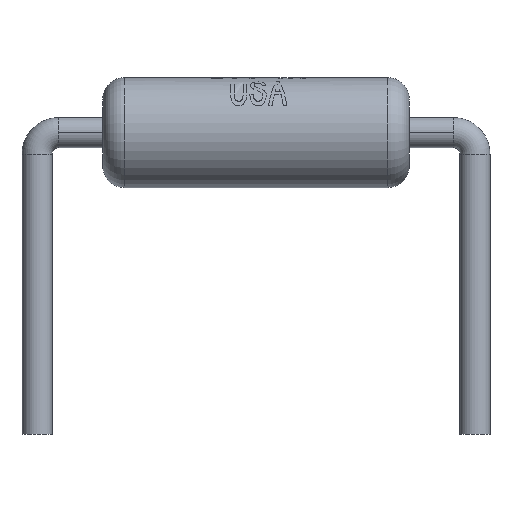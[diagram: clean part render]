
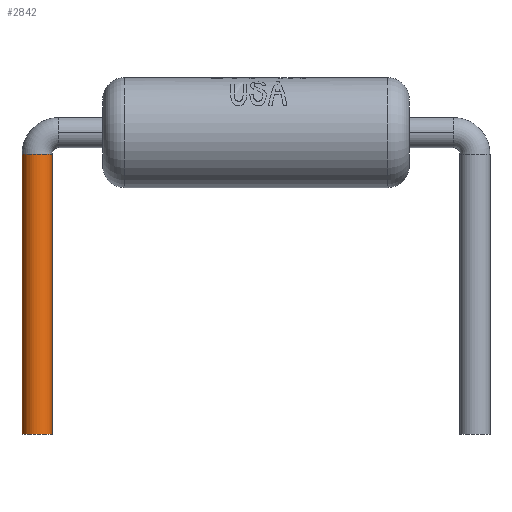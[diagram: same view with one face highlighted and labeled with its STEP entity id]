
A CAD part, top view. The second image highlights one B-rep face of the part: STEP entity #2842.
In plain terms, the highlighted cylindrical face has radius 0.35 mm (diameter 0.7 mm), a partial arc.
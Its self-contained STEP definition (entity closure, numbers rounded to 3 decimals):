
#134 = FACE_OUTER_BOUND ( 'NONE', #2087, .T. ) ;
#137 = CYLINDRICAL_SURFACE ( 'NONE', #580, 0.35 ) ;
#333 = CARTESIAN_POINT ( 'NONE',  ( 0., 5.5, 0. ) ) ;
#341 = DIRECTION ( 'NONE',  ( 0., -1., 0. ) ) ;
#376 = DIRECTION ( 'NONE',  ( 1., 0., 0. ) ) ;
#580 = AXIS2_PLACEMENT_3D ( 'NONE', #333, #341, #376 ) ;
#828 = CIRCLE ( 'NONE', #2210, 0.35 ) ;
#830 = LINE ( 'NONE', #1513, #844 ) ;
#844 = VECTOR ( 'NONE', #1514, 1000. ) ;
#849 = LINE ( 'NONE', #2708, #877 ) ;
#861 = CIRCLE ( 'NONE', #2198, 0.35 ) ;
#877 = VECTOR ( 'NONE', #2710, 1000. ) ;
#1010 = ORIENTED_EDGE ( 'NONE', *, *, #2581, .T. ) ;
#1049 = ORIENTED_EDGE ( 'NONE', *, *, #2603, .F. ) ;
#1071 = ORIENTED_EDGE ( 'NONE', *, *, #2585, .T. ) ;
#1135 = ORIENTED_EDGE ( 'NONE', *, *, #2601, .F. ) ;
#1513 = CARTESIAN_POINT ( 'NONE',  ( -0.35, 5.5, 0. ) ) ;
#1514 = DIRECTION ( 'NONE',  ( 0., -1., 0. ) ) ;
#1552 = DIRECTION ( 'NONE',  ( 0., 1., 0. ) ) ;
#1555 = DIRECTION ( 'NONE',  ( 0., 0., 1. ) ) ;
#1556 = CARTESIAN_POINT ( 'NONE',  ( 0., -1., 0. ) ) ;
#1972 = CARTESIAN_POINT ( 'NONE',  ( 0.35, -1., 0. ) ) ;
#1986 = CARTESIAN_POINT ( 'NONE',  ( -0.35, 5.5, 0. ) ) ;
#2019 = CARTESIAN_POINT ( 'NONE',  ( 0.35, 5.5, 0. ) ) ;
#2070 = CARTESIAN_POINT ( 'NONE',  ( -0.35, -1., 0. ) ) ;
#2087 = EDGE_LOOP ( 'NONE', ( #1135, #1071, #1010, #1049 ) ) ;
#2140 = VERTEX_POINT ( 'NONE', #1972 ) ;
#2163 = VERTEX_POINT ( 'NONE', #1986 ) ;
#2177 = VERTEX_POINT ( 'NONE', #2019 ) ;
#2198 = AXIS2_PLACEMENT_3D ( 'NONE', #2703, #2698, #2728 ) ;
#2210 = AXIS2_PLACEMENT_3D ( 'NONE', #1556, #1552, #1555 ) ;
#2413 = VERTEX_POINT ( 'NONE', #2070 ) ;
#2581 = EDGE_CURVE ( 'NONE', #2413, #2140, #828, .T. ) ;
#2585 = EDGE_CURVE ( 'NONE', #2163, #2413, #830, .T. ) ;
#2601 = EDGE_CURVE ( 'NONE', #2163, #2177, #861, .T. ) ;
#2603 = EDGE_CURVE ( 'NONE', #2177, #2140, #849, .T. ) ;
#2698 = DIRECTION ( 'NONE',  ( 0., 1., 0. ) ) ;
#2703 = CARTESIAN_POINT ( 'NONE',  ( 0., 5.5, 0. ) ) ;
#2708 = CARTESIAN_POINT ( 'NONE',  ( 0.35, 5.5, 0. ) ) ;
#2710 = DIRECTION ( 'NONE',  ( 0., -1., 0. ) ) ;
#2728 = DIRECTION ( 'NONE',  ( 0., 0., 1. ) ) ;
#2842 = ADVANCED_FACE ( 'NONE', ( #134 ), #137, .T. ) ;
